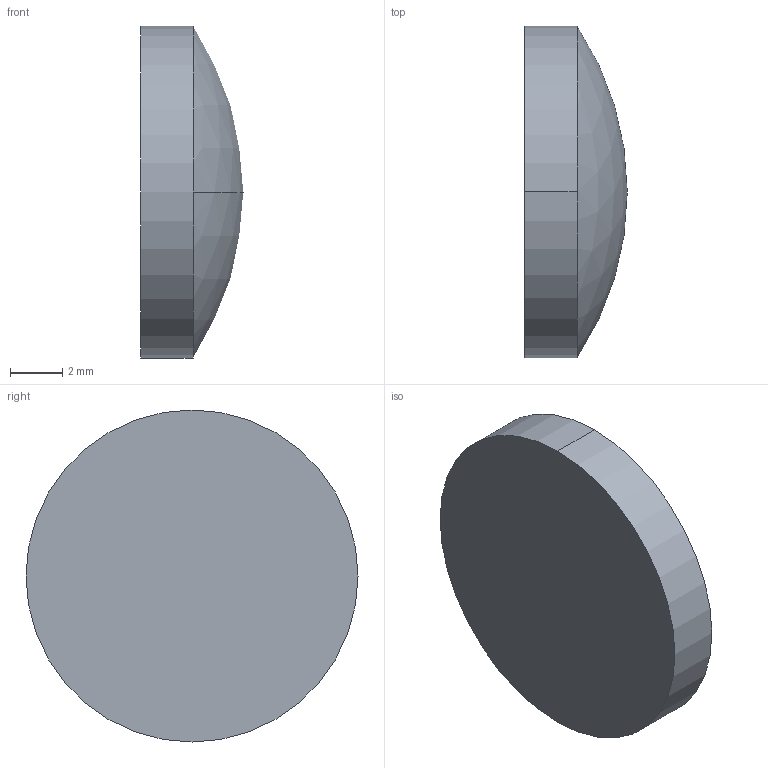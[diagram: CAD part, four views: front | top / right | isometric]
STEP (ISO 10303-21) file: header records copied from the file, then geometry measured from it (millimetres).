
FILE_DESCRIPTION (( 'STEP AP214' ), '1' );
FILE_NAME ('100364.STEP', '2019-06-04T02:19:14', ( '' ), ( '' ), 'SwSTEP 2.0', 'SolidWorks 2016', '' );
FILE_SCHEMA (( 'AUTOMOTIVE_DESIGN' ));
Length unit declared in the file: millimetre
Products named in the file (1): 100364
Bounding box: 3.92 x 12.7 x 12.7 mm (x, y, z)
Volume: 378.7 mm3; surface area: 344.7 mm2
Topology: 1 solids, 1 shells, 5 faces, 10 edges, 7 vertices
Faces by surface type: cylinder 2, sphere 2, plane 1
Entity records: 174 total; most frequent: DIRECTION 30, CARTESIAN_POINT 23, ORIENTED_EDGE 20, AXIS2_PLACEMENT_3D 14, EDGE_CURVE 10, CIRCLE 8, VERTEX_POINT 7, EDGE_LOOP 5
